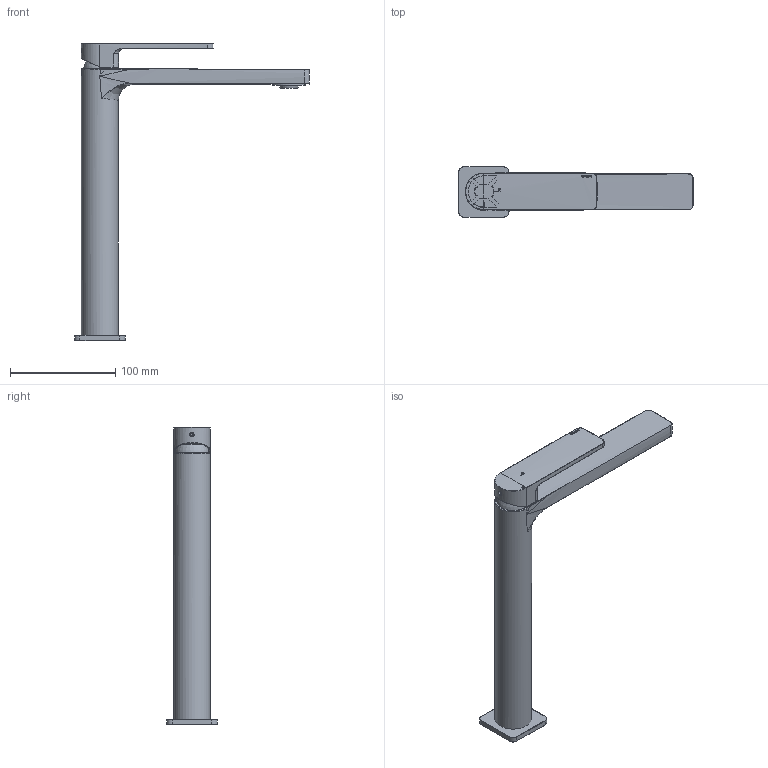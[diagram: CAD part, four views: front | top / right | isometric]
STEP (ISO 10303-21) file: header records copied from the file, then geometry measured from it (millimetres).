
FILE_DESCRIPTION(/* description */ ('Unknown'),/* implementation_level */ '2;1');
FILE_NAME(/* name */ 'GL003H-00',/* time_stamp */ '2021-04-06T08:28:45+02:00',/* author */ ('Unknown'),/* organization */ ('Unknown'),/* preprocessor_version */ 'ST-DEVELOPER v16.7',/* originating_system */ 'DEX',/* authorisation */ $);
FILE_SCHEMA (('AUTOMOTIVE_DESIGN {1 0 10303 214 3 1 1}'));
Length unit declared in the file: millimetre
Products named in the file (15): GL003H-00; GL003-02; GL003-05; GL003-09; GL003-001_oa_0; FF__0000019250; GL003-002; BR003-003-1; BR003-003-2; BR003-003-3; BR003-003-4; GL003-06; GL003-03; GL003-04; GL003H-01
Assembly tree (14 placements, depth 3):
  GL003H-00
    GL003-02
    GL003-05
    GL003-09
    GL003-001_oa_0
      FF__0000019250
    GL003-002
      BR003-003-1
      BR003-003-2
      BR003-003-3
      BR003-003-4
    GL003-06
    GL003-03
    GL003-04
    GL003H-01
Bounding box: 223.44 x 48 x 282.94 mm (x, y, z)
Volume: 170959.6 mm3; surface area: 121538.6 mm2
Topology: 12 solids, 12 shells, 1167 faces, 2949 edges, 1796 vertices
Faces by surface type: cylinder 338, plane 320, bspline 267, torus 111, cone 99, sphere 32
Full cylindrical faces by diameter (mm): 3.242 x1, 3.85 x3, 4 x4, 4.2 x1, 4.917 x2, 5.5 x2, 5.6 x3, 6 x2, 6.917 x4, 7.8 x1, 9 x3, 10.85 x1, 12 x2, 15.8 x1, 16 x2, 18 x1, 18.4 x1, 18.95 x1, 21.8 x1, 22 x1, 22.5 x1, 22.7 x1, 22.917 x2, 24 x2, 24.2 x1, 24.4 x1, 24.5 x1, 24.9 x1, 24.917 x2, 25 x2
Entity records: 49698 total; most frequent: CARTESIAN_POINT 16450, ORIENTED_EDGE 5388, DIRECTION 4894, EDGE_CURVE 2694, AXIS2_PLACEMENT_3D 2015, VERTEX_POINT 1732, FACE_BOUND 1384, EDGE_LOOP 1379
